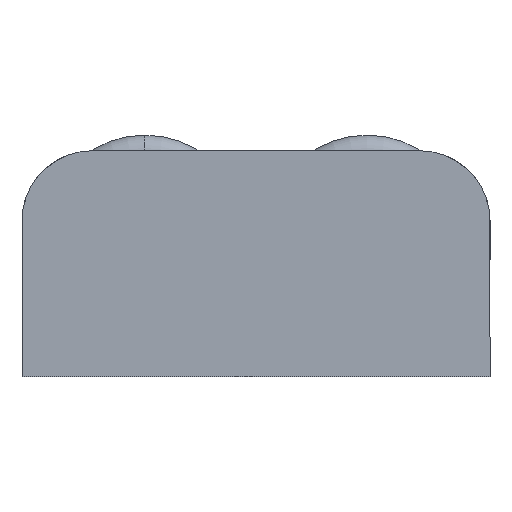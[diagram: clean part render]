
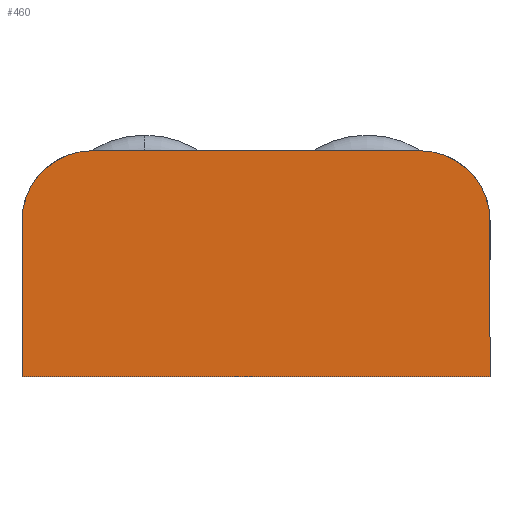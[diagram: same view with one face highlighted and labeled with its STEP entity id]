
A CAD part, front view. The second image highlights one B-rep face of the part: STEP entity #460.
In plain terms, the highlighted planar face has unit normal (0, -1, 0).
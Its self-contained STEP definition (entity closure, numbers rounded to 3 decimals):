
#35 = CARTESIAN_POINT ( 'NONE',  ( -12., -26.5, 0. ) ) ;
#37 = DIRECTION ( 'NONE',  ( -1., 0., 0. ) ) ;
#75 = EDGE_CURVE ( 'NONE', #395, #209, #185, .T. ) ;
#153 = CARTESIAN_POINT ( 'NONE',  ( -12., -26.5, 2. ) ) ;
#156 = VECTOR ( 'NONE', #407, 1000. ) ;
#173 = CARTESIAN_POINT ( 'NONE',  ( -8.4, -26.5, 11.6 ) ) ;
#176 = DIRECTION ( 'NONE',  ( 0., -1., 0. ) ) ;
#185 = LINE ( 'NONE', #173, #559 ) ;
#197 = LINE ( 'NONE', #1347, #156 ) ;
#209 = VERTEX_POINT ( 'NONE', #539 ) ;
#265 = PLANE ( 'NONE',  #1173 ) ;
#342 = CIRCLE ( 'NONE', #681, 3.6 ) ;
#375 = DIRECTION ( 'NONE',  ( 0., 0., 1. ) ) ;
#395 = VERTEX_POINT ( 'NONE', #717 ) ;
#407 = DIRECTION ( 'NONE',  ( 1., 0., 0. ) ) ;
#409 = VECTOR ( 'NONE', #1243, 1000. ) ;
#460 = ADVANCED_FACE ( 'NONE', ( #1345 ), #265, .F. ) ;
#514 = CARTESIAN_POINT ( 'NONE',  ( 8.4, -26.5, 8. ) ) ;
#526 = CARTESIAN_POINT ( 'NONE',  ( -12., -26.5, 2. ) ) ;
#539 = CARTESIAN_POINT ( 'NONE',  ( -8.4, -26.5, 11.6 ) ) ;
#559 = VECTOR ( 'NONE', #37, 1000. ) ;
#561 = EDGE_CURVE ( 'NONE', #881, #1381, #1233, .T. ) ;
#579 = VECTOR ( 'NONE', #637, 1000. ) ;
#637 = DIRECTION ( 'NONE',  ( 0., 0., -1. ) ) ;
#656 = CARTESIAN_POINT ( 'NONE',  ( -12., -26.5, 8. ) ) ;
#658 = EDGE_CURVE ( 'NONE', #763, #395, #342, .T. ) ;
#669 = ORIENTED_EDGE ( 'NONE', *, *, #994, .T. ) ;
#681 = AXIS2_PLACEMENT_3D ( 'NONE', #514, #176, #990 ) ;
#698 = CARTESIAN_POINT ( 'NONE',  ( 12., -26.5, 0. ) ) ;
#717 = CARTESIAN_POINT ( 'NONE',  ( 8.4, -26.5, 11.6 ) ) ;
#754 = CARTESIAN_POINT ( 'NONE',  ( -8.4, -26.5, 8. ) ) ;
#763 = VERTEX_POINT ( 'NONE', #920 ) ;
#771 = DIRECTION ( 'NONE',  ( 0., 0., 1. ) ) ;
#840 = ORIENTED_EDGE ( 'NONE', *, *, #1025, .T. ) ;
#858 = ORIENTED_EDGE ( 'NONE', *, *, #561, .T. ) ;
#879 = AXIS2_PLACEMENT_3D ( 'NONE', #754, #1339, #771 ) ;
#881 = VERTEX_POINT ( 'NONE', #656 ) ;
#920 = CARTESIAN_POINT ( 'NONE',  ( 12., -26.5, 8. ) ) ;
#955 = DIRECTION ( 'NONE',  ( 0., 1., 0. ) ) ;
#985 = ORIENTED_EDGE ( 'NONE', *, *, #658, .T. ) ;
#990 = DIRECTION ( 'NONE',  ( 0., 0., -1. ) ) ;
#994 = EDGE_CURVE ( 'NONE', #209, #881, #1389, .T. ) ;
#997 = LINE ( 'NONE', #1476, #409 ) ;
#1025 = EDGE_CURVE ( 'NONE', #1381, #1182, #197, .T. ) ;
#1101 = ORIENTED_EDGE ( 'NONE', *, *, #75, .T. ) ;
#1133 = EDGE_CURVE ( 'NONE', #763, #1182, #997, .T. ) ;
#1173 = AXIS2_PLACEMENT_3D ( 'NONE', #153, #955, #375 ) ;
#1182 = VERTEX_POINT ( 'NONE', #698 ) ;
#1233 = LINE ( 'NONE', #526, #579 ) ;
#1243 = DIRECTION ( 'NONE',  ( 0., 0., -1. ) ) ;
#1339 = DIRECTION ( 'NONE',  ( 0., -1., 0. ) ) ;
#1345 = FACE_OUTER_BOUND ( 'NONE', #1460, .T. ) ;
#1347 = CARTESIAN_POINT ( 'NONE',  ( -12., -26.5, 0. ) ) ;
#1381 = VERTEX_POINT ( 'NONE', #35 ) ;
#1389 = CIRCLE ( 'NONE', #879, 3.6 ) ;
#1455 = ORIENTED_EDGE ( 'NONE', *, *, #1133, .F. ) ;
#1460 = EDGE_LOOP ( 'NONE', ( #840, #1455, #985, #1101, #669, #858 ) ) ;
#1476 = CARTESIAN_POINT ( 'NONE',  ( 12., -26.5, 2. ) ) ;
